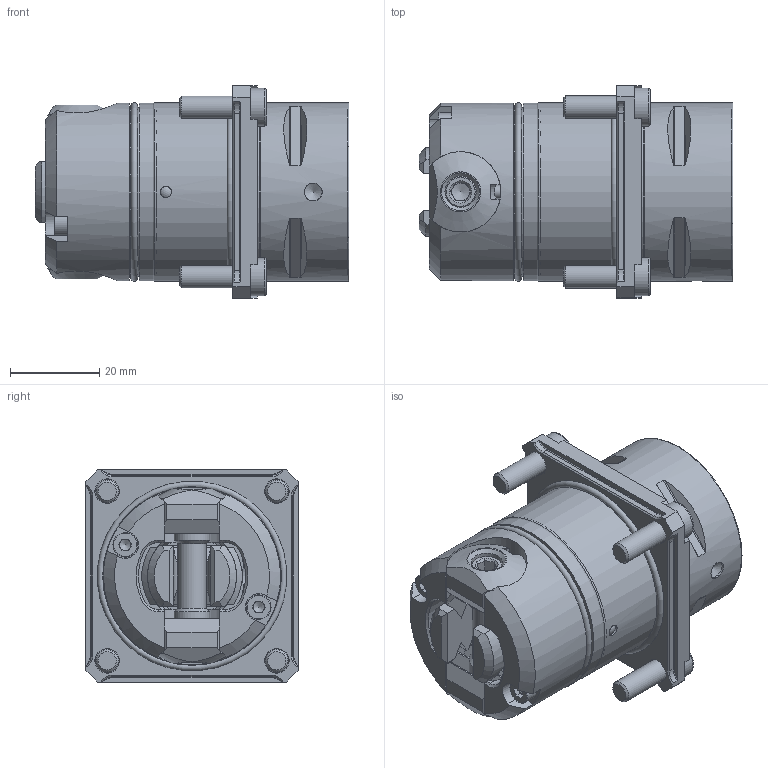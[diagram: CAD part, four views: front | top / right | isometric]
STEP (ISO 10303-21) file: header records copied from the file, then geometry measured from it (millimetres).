
FILE_DESCRIPTION (( 'STEP AP214' ), '1' );
FILE_NAME ('U40.PS4.048.006.STEP', '2021-05-28T07:58:45', ( '' ), ( '' ), 'SwSTEP 2.0', 'SolidWorks 2017', '' );
FILE_SCHEMA (( 'AUTOMOTIVE_DESIGN' ));
Length unit declared in the file: millimetre
Products named in the file (16): PS4-ER1.022.056; U40-PS4.ER1.036_A; U40-PS4.ERx.010_A; DIN 7984 - M5 x 16; PS4-000.001.020_A; DIN 3771 - 15x1.5; U40-PS4.ER1.025_B; U40.PS4.048.006; DIN 3771 - 38x1.5; ISO 4762 - M3 x 25-12.9_PreviewCfg; DIN 6325_ø3x10_2x6; PSC_Teil1; DIN 6325_ø2.5x8_2x6; U40-PS4.ERx.010_A_Links gewinde; PS4-ER1.022.056_A; DIN 3771 - 37x1.5
Assembly tree (20 placements, depth 3):
  U40.PS4.048.006
    U40-PS4.ER1.025_B
    U40-PS4.ERx.010_A
    U40-PS4.ERx.010_A_Links gewinde
    U40-PS4.ER1.036_A
    PSC_Teil1
    DIN 7984 - M5 x 16  x4
    DIN 6325_ø2.5x8_2x6
    DIN 3771 - 37x1.5
    ISO 4762 - M3 x 25-12.9_PreviewCfg  x2
    DIN 6325_ø3x10_2x6  x2
    PS4-ER1.022.056
      PS4-ER1.022.056_A
      DIN 3771 - 15x1.5
    PS4-000.001.020_A
    DIN 3771 - 38x1.5
Bounding box: 70.3 x 47.5 x 47.5 mm (x, y, z)
Volume: 83342.8 mm3; surface area: 36775.5 mm2
Topology: 19 solids, 19 shells, 605 faces, 1518 edges, 957 vertices
Faces by surface type: plane 308, cone 140, cylinder 101, torus 48, sphere 6, bspline 2
Full cylindrical faces by diameter (mm): 1 x1, 2.5 x2, 3 x6, 3.3 x4, 4 x3, 4.2 x1, 4.6 x2, 5 x4, 5.5 x6, 6.5 x1, 7 x2, 8 x2, 8.5 x4, 12.5 x1, 14 x1, 15.4 x1, 17.8 x2, 18 x2, 20 x1, 31.6 x1, 37.8 x1, 39.7 x2, 40 x3
Entity records: 17595 total; most frequent: CARTESIAN_POINT 4923, ORIENTED_EDGE 2384, DIRECTION 2352, EDGE_CURVE 1192, AXIS2_PLACEMENT_3D 923, VERTEX_POINT 808, EDGE_LOOP 654, FACE_OUTER_BOUND 571
